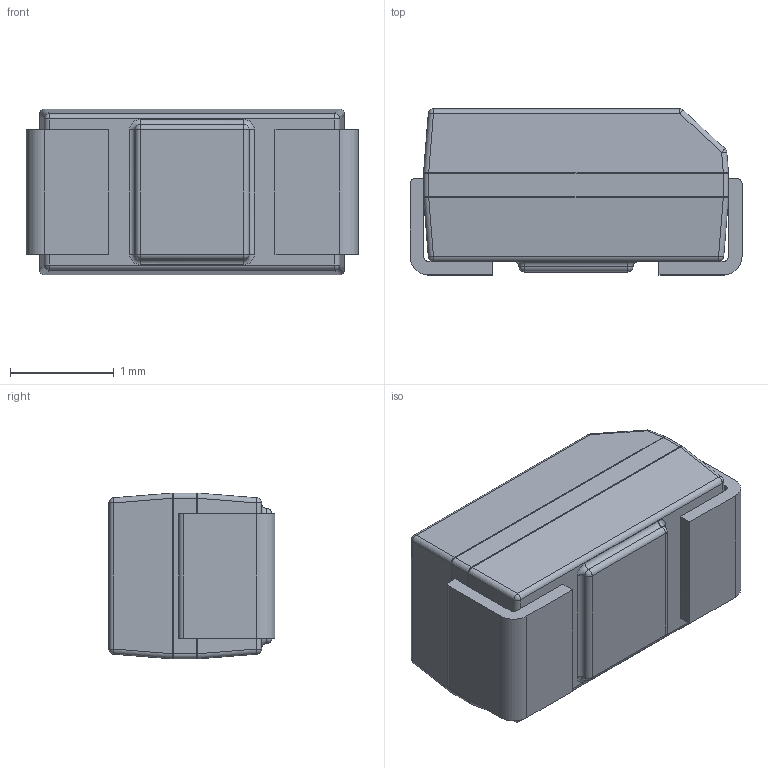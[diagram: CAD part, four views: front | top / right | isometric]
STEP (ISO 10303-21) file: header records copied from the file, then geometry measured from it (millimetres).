
FILE_DESCRIPTION((''),'2;1');
FILE_NAME('CTANTAL_CASE-A_L3-2_W1-6_H1-6','2021-11-30T',('Dragos'),(''),'PRO/ENGINEER BY PARAMETRIC TECHNOLOGY CORPORATION, 2004440','PRO/ENGINEER BY PARAMETRIC TECHNOLOGY CORPORATION, 2004440','');
FILE_SCHEMA(('AUTOMOTIVE_DESIGN { 1 0 10303 214 1 1 1 1 }'));
Length unit declared in the file: millimetre
Products named in the file (1): CTANTAL_CASE-A_L3-2_W1-6_H1-6
Bounding box: 3.2 x 1.6 x 1.6 mm (x, y, z)
Volume: 7.1 mm3; surface area: 26.3 mm2
Topology: 1 solids, 1 shells, 348 faces, 930 edges, 592 vertices
Faces by surface type: plane 276, cylinder 46, sphere 14, bspline 8, torus 4
Entity records: 14137 total; most frequent: CARTESIAN_POINT 2136, ORIENTED_EDGE 1860, DIRECTION 1672, PRESENTATION_STYLE_ASSIGNMENT 969, STYLED_ITEM 932, CURVE_STYLE 931, EDGE_CURVE 930, VECTOR 830
